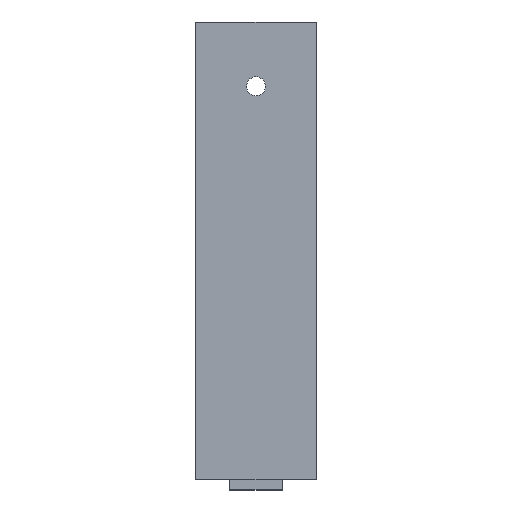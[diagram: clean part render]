
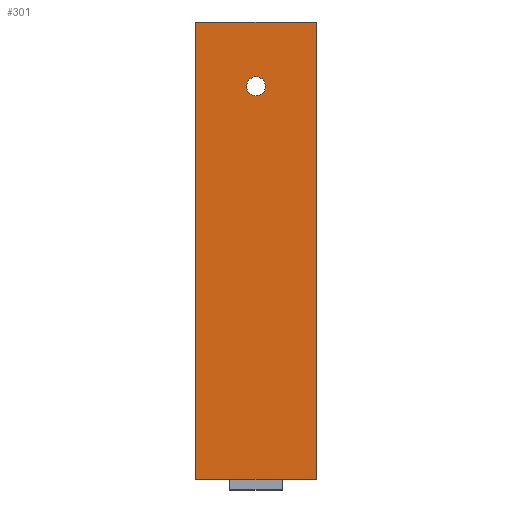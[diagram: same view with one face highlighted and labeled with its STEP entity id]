
A CAD part, top view. The second image highlights one B-rep face of the part: STEP entity #301.
In plain terms, the highlighted planar face has unit normal (0, 0, 1).
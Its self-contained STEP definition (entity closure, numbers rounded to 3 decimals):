
#32 = VERTEX_POINT('',#33);
#33 = CARTESIAN_POINT('',(14.75,0.25,3.));
#135 = VERTEX_POINT('',#136);
#136 = CARTESIAN_POINT('',(0.25,0.25,3.));
#142 = EDGE_CURVE('',#135,#143,#145,.T.);
#143 = VERTEX_POINT('',#144);
#144 = CARTESIAN_POINT('',(5.95,0.25,3.));
#145 = LINE('',#146,#147);
#146 = CARTESIAN_POINT('',(0.25,0.25,3.));
#147 = VECTOR('',#148,1.);
#148 = DIRECTION('',(1.,0.,0.));
#158 = EDGE_CURVE('',#32,#159,#161,.T.);
#159 = VERTEX_POINT('',#160);
#160 = CARTESIAN_POINT('',(20.45,0.25,3.));
#161 = LINE('',#162,#163);
#162 = CARTESIAN_POINT('',(0.25,0.25,3.));
#163 = VECTOR('',#164,1.);
#164 = DIRECTION('',(1.,0.,0.));
#212 = EDGE_CURVE('',#143,#32,#213,.T.);
#213 = LINE('',#214,#215);
#214 = CARTESIAN_POINT('',(5.95,0.25,3.));
#215 = VECTOR('',#216,1.);
#216 = DIRECTION('',(1.,0.,0.));
#282 = EDGE_CURVE('',#159,#283,#285,.T.);
#283 = VERTEX_POINT('',#284);
#284 = CARTESIAN_POINT('',(20.45,76.75,3.));
#285 = LINE('',#286,#287);
#286 = CARTESIAN_POINT('',(20.45,0.25,3.));
#287 = VECTOR('',#288,1.);
#288 = DIRECTION('',(0.,1.,0.));
#301 = ADVANCED_FACE('',(#302,#322),#333,.T.);
#302 = FACE_BOUND('',#303,.T.);
#303 = EDGE_LOOP('',(#304,#305,#306,#307,#308,#316));
#304 = ORIENTED_EDGE('',*,*,#142,.T.);
#305 = ORIENTED_EDGE('',*,*,#212,.T.);
#306 = ORIENTED_EDGE('',*,*,#158,.T.);
#307 = ORIENTED_EDGE('',*,*,#282,.T.);
#308 = ORIENTED_EDGE('',*,*,#309,.T.);
#309 = EDGE_CURVE('',#283,#310,#312,.T.);
#310 = VERTEX_POINT('',#311);
#311 = CARTESIAN_POINT('',(0.25,76.75,3.));
#312 = LINE('',#313,#314);
#313 = CARTESIAN_POINT('',(20.45,76.75,3.));
#314 = VECTOR('',#315,1.);
#315 = DIRECTION('',(-1.,0.,0.));
#316 = ORIENTED_EDGE('',*,*,#317,.T.);
#317 = EDGE_CURVE('',#310,#135,#318,.T.);
#318 = LINE('',#319,#320);
#319 = CARTESIAN_POINT('',(0.25,76.75,3.));
#320 = VECTOR('',#321,1.);
#321 = DIRECTION('',(0.,-1.,0.));
#322 = FACE_BOUND('',#323,.T.);
#323 = EDGE_LOOP('',(#324));
#324 = ORIENTED_EDGE('',*,*,#325,.T.);
#325 = EDGE_CURVE('',#326,#326,#328,.T.);
#326 = VERTEX_POINT('',#327);
#327 = CARTESIAN_POINT('',(11.95,66.,3.));
#328 = CIRCLE('',#329,1.6);
#329 = AXIS2_PLACEMENT_3D('',#330,#331,#332);
#330 = CARTESIAN_POINT('',(10.35,66.,3.));
#331 = DIRECTION('',(0.,0.,-1.));
#332 = DIRECTION('',(1.,0.,0.));
#333 = PLANE('',#334);
#334 = AXIS2_PLACEMENT_3D('',#335,#336,#337);
#335 = CARTESIAN_POINT('',(10.35,38.5,3.));
#336 = DIRECTION('',(0.,0.,1.));
#337 = DIRECTION('',(1.,0.,0.));
